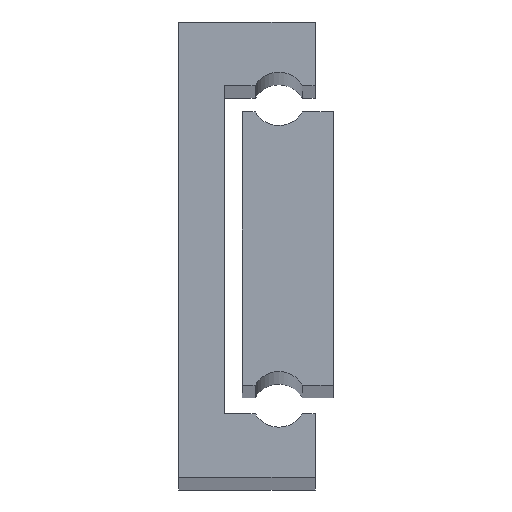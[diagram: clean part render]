
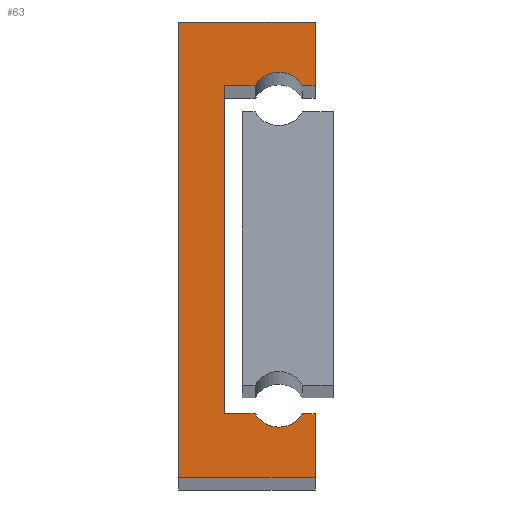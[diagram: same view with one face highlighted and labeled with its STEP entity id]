
A CAD part, top view. The second image highlights one B-rep face of the part: STEP entity #63.
In plain terms, the highlighted planar face has unit normal (0, 0, 1).
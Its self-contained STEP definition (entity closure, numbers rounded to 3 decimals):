
#63 = ADVANCED_FACE ( 'NONE', ( #1676 ), #712, .F. ) ;
#71 = DIRECTION ( 'NONE',  ( 0., -1., 0. ) ) ;
#77 = VECTOR ( 'NONE', #669, 1000. ) ;
#80 = DIRECTION ( 'NONE',  ( 1., 0., 0. ) ) ;
#90 = CARTESIAN_POINT ( 'NONE',  ( 11., 8.5, 400. ) ) ;
#112 = DIRECTION ( 'NONE',  ( 0., 0., -1. ) ) ;
#114 = LINE ( 'NONE', #743, #917 ) ;
#120 = VERTEX_POINT ( 'NONE', #1848 ) ;
#167 = VERTEX_POINT ( 'NONE', #1723 ) ;
#177 = CARTESIAN_POINT ( 'NONE',  ( 0., 50., 400. ) ) ;
#205 = CARTESIAN_POINT ( 'NONE',  ( 8.402, 7., 400. ) ) ;
#206 = CARTESIAN_POINT ( 'NONE',  ( 0., 0., 400. ) ) ;
#214 = ORIENTED_EDGE ( 'NONE', *, *, #345, .T. ) ;
#241 = CARTESIAN_POINT ( 'NONE',  ( 11., 41.5, 400. ) ) ;
#245 = EDGE_LOOP ( 'NONE', ( #489, #701, #380, #964, #1832, #948, #1233, #250, #1283, #437, #1933, #214 ) ) ;
#250 = ORIENTED_EDGE ( 'NONE', *, *, #836, .T. ) ;
#269 = EDGE_CURVE ( 'NONE', #840, #1568, #1432, .T. ) ;
#279 = LINE ( 'NONE', #419, #1167 ) ;
#281 = VECTOR ( 'NONE', #994, 1000. ) ;
#301 = CARTESIAN_POINT ( 'NONE',  ( 15., 0., 400. ) ) ;
#345 = EDGE_CURVE ( 'NONE', #849, #1203, #1912, .T. ) ;
#355 = EDGE_CURVE ( 'NONE', #1813, #1106, #1768, .T. ) ;
#380 = ORIENTED_EDGE ( 'NONE', *, *, #355, .T. ) ;
#385 = EDGE_CURVE ( 'NONE', #1106, #167, #1490, .T. ) ;
#399 = EDGE_CURVE ( 'NONE', #167, #840, #1355, .T. ) ;
#408 = CARTESIAN_POINT ( 'NONE',  ( 15., 50., 400. ) ) ;
#419 = CARTESIAN_POINT ( 'NONE',  ( 8.402, 43., 400. ) ) ;
#437 = ORIENTED_EDGE ( 'NONE', *, *, #1376, .T. ) ;
#450 = VERTEX_POINT ( 'NONE', #1185 ) ;
#459 = VERTEX_POINT ( 'NONE', #1645 ) ;
#489 = ORIENTED_EDGE ( 'NONE', *, *, #1584, .T. ) ;
#490 = DIRECTION ( 'NONE',  ( 0., 1., 0. ) ) ;
#538 = VECTOR ( 'NONE', #1296, 1000. ) ;
#554 = DIRECTION ( 'NONE',  ( -1., 0., 0. ) ) ;
#588 = LINE ( 'NONE', #1220, #1205 ) ;
#669 = DIRECTION ( 'NONE',  ( 0., 1., 0. ) ) ;
#692 = LINE ( 'NONE', #1484, #1515 ) ;
#701 = ORIENTED_EDGE ( 'NONE', *, *, #1864, .T. ) ;
#708 = DIRECTION ( 'NONE',  ( 1., 0., 0. ) ) ;
#712 = PLANE ( 'NONE',  #1694 ) ;
#724 = DIRECTION ( 'NONE',  ( 1., 0., 0. ) ) ;
#743 = CARTESIAN_POINT ( 'NONE',  ( 15., 50., 400. ) ) ;
#836 = EDGE_CURVE ( 'NONE', #1045, #1834, #279, .T. ) ;
#840 = VERTEX_POINT ( 'NONE', #1173 ) ;
#845 = CARTESIAN_POINT ( 'NONE',  ( 0., 50., 400. ) ) ;
#849 = VERTEX_POINT ( 'NONE', #408 ) ;
#859 = DIRECTION ( 'NONE',  ( -1., 0., 0. ) ) ;
#863 = CIRCLE ( 'NONE', #1387, 3. ) ;
#878 = DIRECTION ( 'NONE',  ( 0., 1., 0. ) ) ;
#917 = VECTOR ( 'NONE', #878, 1000. ) ;
#921 = VECTOR ( 'NONE', #71, 1000. ) ;
#934 = CARTESIAN_POINT ( 'NONE',  ( 15., 7., 400. ) ) ;
#948 = ORIENTED_EDGE ( 'NONE', *, *, #269, .T. ) ;
#964 = ORIENTED_EDGE ( 'NONE', *, *, #385, .T. ) ;
#994 = DIRECTION ( 'NONE',  ( -1., 0., 0. ) ) ;
#1045 = VERTEX_POINT ( 'NONE', #1267 ) ;
#1106 = VERTEX_POINT ( 'NONE', #934 ) ;
#1125 = EDGE_CURVE ( 'NONE', #1568, #1045, #692, .T. ) ;
#1135 = VECTOR ( 'NONE', #1214, 1000. ) ;
#1151 = VECTOR ( 'NONE', #1837, 1000. ) ;
#1167 = VECTOR ( 'NONE', #708, 1000. ) ;
#1173 = CARTESIAN_POINT ( 'NONE',  ( 8.402, 7., 400. ) ) ;
#1185 = CARTESIAN_POINT ( 'NONE',  ( 13.598, 43., 400. ) ) ;
#1203 = VERTEX_POINT ( 'NONE', #177 ) ;
#1205 = VECTOR ( 'NONE', #724, 1000. ) ;
#1208 = CARTESIAN_POINT ( 'NONE',  ( 15., 7., 400. ) ) ;
#1214 = DIRECTION ( 'NONE',  ( -1., 0., 0. ) ) ;
#1220 = CARTESIAN_POINT ( 'NONE',  ( 15., 43., 400. ) ) ;
#1233 = ORIENTED_EDGE ( 'NONE', *, *, #1125, .T. ) ;
#1263 = EDGE_CURVE ( 'NONE', #1834, #450, #863, .T. ) ;
#1267 = CARTESIAN_POINT ( 'NONE',  ( 5., 43., 400. ) ) ;
#1283 = ORIENTED_EDGE ( 'NONE', *, *, #1263, .T. ) ;
#1296 = DIRECTION ( 'NONE',  ( -1., 0., 0. ) ) ;
#1307 = DIRECTION ( 'NONE',  ( 0., 0., -1. ) ) ;
#1312 = LINE ( 'NONE', #206, #921 ) ;
#1334 = CARTESIAN_POINT ( 'NONE',  ( 11., 41.5, 400. ) ) ;
#1355 = CIRCLE ( 'NONE', #1891, 3. ) ;
#1376 = EDGE_CURVE ( 'NONE', #450, #120, #588, .T. ) ;
#1387 = AXIS2_PLACEMENT_3D ( 'NONE', #241, #1307, #859 ) ;
#1432 = LINE ( 'NONE', #205, #281 ) ;
#1484 = CARTESIAN_POINT ( 'NONE',  ( 5., 7., 400. ) ) ;
#1490 = LINE ( 'NONE', #1208, #1135 ) ;
#1515 = VECTOR ( 'NONE', #490, 1000. ) ;
#1568 = VERTEX_POINT ( 'NONE', #1573 ) ;
#1571 = LINE ( 'NONE', #1712, #1151 ) ;
#1573 = CARTESIAN_POINT ( 'NONE',  ( 5., 7., 400. ) ) ;
#1584 = EDGE_CURVE ( 'NONE', #1203, #459, #1312, .T. ) ;
#1589 = CARTESIAN_POINT ( 'NONE',  ( 15., 0., 400. ) ) ;
#1645 = CARTESIAN_POINT ( 'NONE',  ( 0., 0., 400. ) ) ;
#1676 = FACE_OUTER_BOUND ( 'NONE', #245, .T. ) ;
#1694 = AXIS2_PLACEMENT_3D ( 'NONE', #1334, #1934, #554 ) ;
#1712 = CARTESIAN_POINT ( 'NONE',  ( 0., 0., 400. ) ) ;
#1723 = CARTESIAN_POINT ( 'NONE',  ( 13.598, 7., 400. ) ) ;
#1749 = EDGE_CURVE ( 'NONE', #120, #849, #114, .T. ) ;
#1768 = LINE ( 'NONE', #1589, #77 ) ;
#1813 = VERTEX_POINT ( 'NONE', #301 ) ;
#1832 = ORIENTED_EDGE ( 'NONE', *, *, #399, .T. ) ;
#1834 = VERTEX_POINT ( 'NONE', #1868 ) ;
#1837 = DIRECTION ( 'NONE',  ( 1., 0., 0. ) ) ;
#1848 = CARTESIAN_POINT ( 'NONE',  ( 15., 43., 400. ) ) ;
#1864 = EDGE_CURVE ( 'NONE', #459, #1813, #1571, .T. ) ;
#1868 = CARTESIAN_POINT ( 'NONE',  ( 8.402, 43., 400. ) ) ;
#1891 = AXIS2_PLACEMENT_3D ( 'NONE', #90, #112, #80 ) ;
#1912 = LINE ( 'NONE', #845, #538 ) ;
#1933 = ORIENTED_EDGE ( 'NONE', *, *, #1749, .T. ) ;
#1934 = DIRECTION ( 'NONE',  ( 0., 0., -1. ) ) ;
